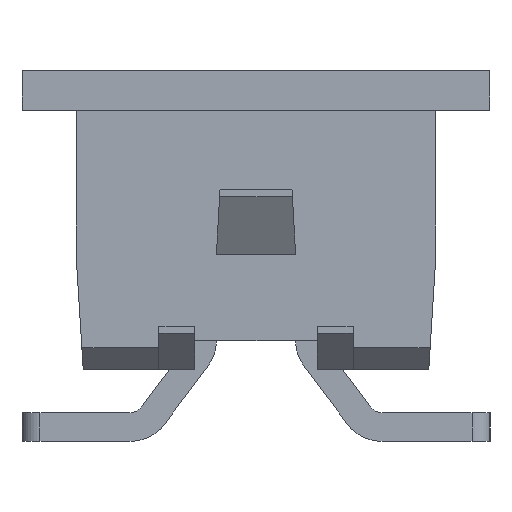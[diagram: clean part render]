
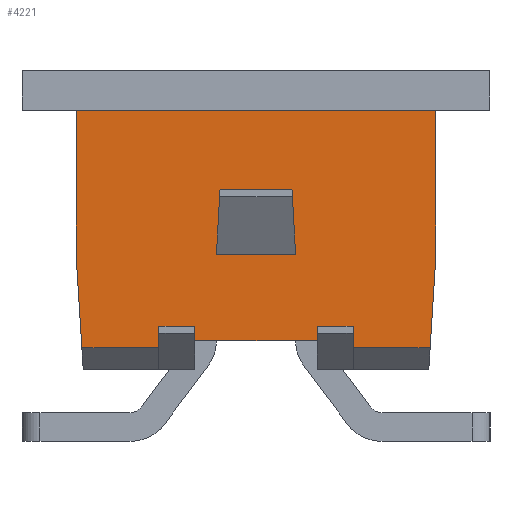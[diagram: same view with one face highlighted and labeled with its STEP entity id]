
A CAD part, left-side view. The second image highlights one B-rep face of the part: STEP entity #4221.
In plain terms, the highlighted planar face has unit normal (-1, 0, 0).
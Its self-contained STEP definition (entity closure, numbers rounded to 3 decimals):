
#271=ORIENTED_EDGE('',*,*,#1467,.T.);
#272=ORIENTED_EDGE('',*,*,#1447,.T.);
#273=ORIENTED_EDGE('',*,*,#1468,.F.);
#274=ORIENTED_EDGE('',*,*,#1455,.F.);
#275=ORIENTED_EDGE('',*,*,#1469,.T.);
#276=ORIENTED_EDGE('',*,*,#1470,.T.);
#277=ORIENTED_EDGE('',*,*,#1471,.F.);
#278=ORIENTED_EDGE('',*,*,#1472,.T.);
#279=ORIENTED_EDGE('',*,*,#1473,.F.);
#280=ORIENTED_EDGE('',*,*,#1474,.F.);
#281=ORIENTED_EDGE('',*,*,#1475,.T.);
#282=ORIENTED_EDGE('',*,*,#1476,.T.);
#283=ORIENTED_EDGE('',*,*,#1477,.F.);
#284=ORIENTED_EDGE('',*,*,#1478,.F.);
#285=ORIENTED_EDGE('',*,*,#1479,.F.);
#286=ORIENTED_EDGE('',*,*,#1480,.T.);
#287=ORIENTED_EDGE('',*,*,#1481,.T.);
#288=ORIENTED_EDGE('',*,*,#1482,.T.);
#1447=EDGE_CURVE('',#2039,#2040,#2459,.T.);
#1455=EDGE_CURVE('',#2045,#2046,#2467,.T.);
#1467=EDGE_CURVE('',#2045,#2039,#2479,.T.);
#1468=EDGE_CURVE('',#2046,#2040,#2480,.T.);
#1469=EDGE_CURVE('',#2055,#2056,#2481,.T.);
#1470=EDGE_CURVE('',#2056,#2057,#2482,.T.);
#1471=EDGE_CURVE('',#2058,#2057,#2483,.T.);
#1472=EDGE_CURVE('',#2058,#2059,#2484,.T.);
#1473=EDGE_CURVE('',#2060,#2059,#2485,.T.);
#1474=EDGE_CURVE('',#2061,#2060,#2486,.T.);
#1475=EDGE_CURVE('',#2061,#2062,#2487,.T.);
#1476=EDGE_CURVE('',#2062,#2063,#2488,.T.);
#1477=EDGE_CURVE('',#2064,#2063,#2489,.T.);
#1478=EDGE_CURVE('',#2065,#2064,#2490,.T.);
#1479=EDGE_CURVE('',#2066,#2065,#2491,.T.);
#1480=EDGE_CURVE('',#2066,#2067,#2492,.T.);
#1481=EDGE_CURVE('',#2067,#2068,#2493,.T.);
#1482=EDGE_CURVE('',#2068,#2055,#2494,.T.);
#2039=VERTEX_POINT('',#6021);
#2040=VERTEX_POINT('',#6022);
#2045=VERTEX_POINT('',#6036);
#2046=VERTEX_POINT('',#6038);
#2055=VERTEX_POINT('',#6065);
#2056=VERTEX_POINT('',#6066);
#2057=VERTEX_POINT('',#6068);
#2058=VERTEX_POINT('',#6070);
#2059=VERTEX_POINT('',#6072);
#2060=VERTEX_POINT('',#6074);
#2061=VERTEX_POINT('',#6076);
#2062=VERTEX_POINT('',#6078);
#2063=VERTEX_POINT('',#6080);
#2064=VERTEX_POINT('',#6082);
#2065=VERTEX_POINT('',#6084);
#2066=VERTEX_POINT('',#6086);
#2067=VERTEX_POINT('',#6088);
#2068=VERTEX_POINT('',#6090);
#2459=LINE('',#6020,#3041);
#2467=LINE('',#6037,#3049);
#2479=LINE('',#6062,#3061);
#2480=LINE('',#6063,#3062);
#2481=LINE('',#6064,#3063);
#2482=LINE('',#6067,#3064);
#2483=LINE('',#6069,#3065);
#2484=LINE('',#6071,#3066);
#2485=LINE('',#6073,#3067);
#2486=LINE('',#6075,#3068);
#2487=LINE('',#6077,#3069);
#2488=LINE('',#6079,#3070);
#2489=LINE('',#6081,#3071);
#2490=LINE('',#6083,#3072);
#2491=LINE('',#6085,#3073);
#2492=LINE('',#6087,#3074);
#2493=LINE('',#6089,#3075);
#2494=LINE('',#6091,#3076);
#3041=VECTOR('',#4868,1000.);
#3049=VECTOR('',#4880,1000.);
#3061=VECTOR('',#4900,1000.);
#3062=VECTOR('',#4901,1000.);
#3063=VECTOR('',#4902,1000.);
#3064=VECTOR('',#4903,1000.);
#3065=VECTOR('',#4904,1000.);
#3066=VECTOR('',#4905,1000.);
#3067=VECTOR('',#4906,1000.);
#3068=VECTOR('',#4907,1000.);
#3069=VECTOR('',#4908,1000.);
#3070=VECTOR('',#4909,1000.);
#3071=VECTOR('',#4910,1000.);
#3072=VECTOR('',#4911,1000.);
#3073=VECTOR('',#4912,1000.);
#3074=VECTOR('',#4913,1000.);
#3075=VECTOR('',#4914,1000.);
#3076=VECTOR('',#4915,1000.);
#3549=EDGE_LOOP('',(#271,#272,#273,#274));
#3550=EDGE_LOOP('',(#275,#276,#277,#278,#279,#280,#281,#282,#283,#284,#285,
#286,#287,#288));
#3785=FACE_BOUND('',#3549,.T.);
#3786=FACE_BOUND('',#3550,.T.);
#4021=PLANE('',#4473);
#4221=ADVANCED_FACE('',(#3785,#3786),#4021,.F.);
#4473=AXIS2_PLACEMENT_3D('',#6061,#4898,#4899);
#4868=DIRECTION('',(0.,1.,0.));
#4880=DIRECTION('',(0.,1.,0.));
#4898=DIRECTION('',(1.,0.,0.));
#4899=DIRECTION('',(0.,0.,-1.));
#4900=DIRECTION('',(0.,-0.055,-0.998));
#4901=DIRECTION('',(0.,0.055,-0.998));
#4902=DIRECTION('',(0.,0.,1.));
#4903=DIRECTION('',(0.,-1.,0.));
#4904=DIRECTION('',(0.,0.,1.));
#4905=DIRECTION('',(0.,-1.,0.));
#4906=DIRECTION('',(0.,0.,-1.));
#4907=DIRECTION('',(0.,1.,0.));
#4908=DIRECTION('',(0.,0.,-1.));
#4909=DIRECTION('',(0.,-1.,0.));
#4910=DIRECTION('',(0.,0.062,-0.998));
#4911=DIRECTION('',(0.,0.,-1.));
#4912=DIRECTION('',(0.,-1.,0.));
#4913=DIRECTION('',(0.,0.,-1.));
#4914=DIRECTION('',(0.,-0.062,-0.998));
#4915=DIRECTION('',(0.,-1.,0.));
#6020=CARTESIAN_POINT('',(-7.365,-0.55,1.6));
#6021=CARTESIAN_POINT('',(-7.365,-0.55,1.6));
#6022=CARTESIAN_POINT('',(-7.365,0.55,1.6));
#6036=CARTESIAN_POINT('',(-7.365,-0.5,2.5));
#6037=CARTESIAN_POINT('',(-7.365,-0.55,2.5));
#6038=CARTESIAN_POINT('',(-7.365,0.5,2.5));
#6061=CARTESIAN_POINT('',(-7.365,2.5,3.6));
#6062=CARTESIAN_POINT('',(-7.365,-0.5,2.5));
#6063=CARTESIAN_POINT('',(-7.365,0.5,2.5));
#6064=CARTESIAN_POINT('',(-7.365,1.35,0.3));
#6065=CARTESIAN_POINT('',(-7.365,1.35,0.3));
#6066=CARTESIAN_POINT('',(-7.365,1.35,0.6));
#6067=CARTESIAN_POINT('',(-7.365,1.35,0.6));
#6068=CARTESIAN_POINT('',(-7.365,0.85,0.6));
#6069=CARTESIAN_POINT('',(-7.365,0.85,0.3));
#6070=CARTESIAN_POINT('',(-7.365,0.85,0.4));
#6071=CARTESIAN_POINT('',(-7.365,2.5,0.4));
#6072=CARTESIAN_POINT('',(-7.365,-0.85,0.4));
#6073=CARTESIAN_POINT('',(-7.365,-0.85,0.6));
#6074=CARTESIAN_POINT('',(-7.365,-0.85,0.6));
#6075=CARTESIAN_POINT('',(-7.365,-1.35,0.6));
#6076=CARTESIAN_POINT('',(-7.365,-1.35,0.6));
#6077=CARTESIAN_POINT('',(-7.365,-1.35,0.6));
#6078=CARTESIAN_POINT('',(-7.365,-1.35,0.3));
#6079=CARTESIAN_POINT('',(-7.365,2.5,0.3));
#6080=CARTESIAN_POINT('',(-7.365,-2.419,0.3));
#6081=CARTESIAN_POINT('',(-7.365,-2.605,3.281));
#6082=CARTESIAN_POINT('',(-7.365,-2.5,1.6));
#6083=CARTESIAN_POINT('',(-7.365,-2.5,3.6));
#6084=CARTESIAN_POINT('',(-7.365,-2.5,3.6));
#6085=CARTESIAN_POINT('',(-7.365,2.5,3.6));
#6086=CARTESIAN_POINT('',(-7.365,2.5,3.6));
#6087=CARTESIAN_POINT('',(-7.365,2.5,3.6));
#6088=CARTESIAN_POINT('',(-7.365,2.5,1.6));
#6089=CARTESIAN_POINT('',(-7.365,2.625,3.592));
#6090=CARTESIAN_POINT('',(-7.365,2.419,0.3));
#6091=CARTESIAN_POINT('',(-7.365,2.5,0.3));
